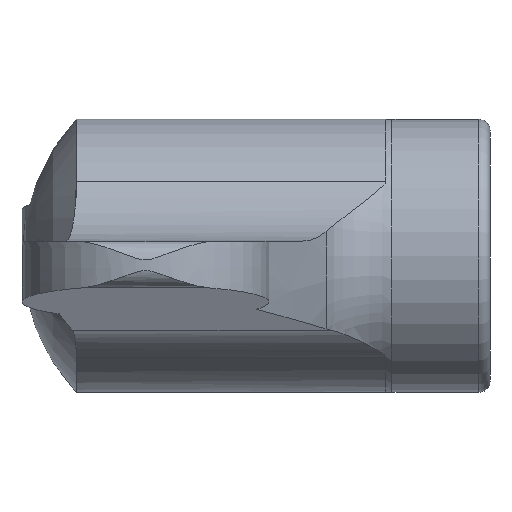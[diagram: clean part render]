
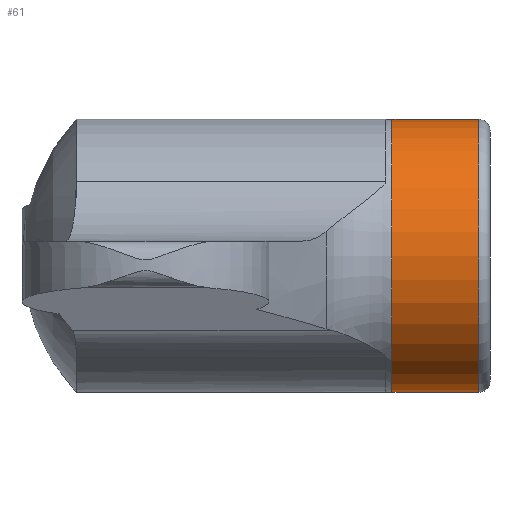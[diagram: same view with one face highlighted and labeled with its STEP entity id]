
A CAD part, left-side view. The second image highlights one B-rep face of the part: STEP entity #61.
In plain terms, the highlighted cylindrical face has radius 5.25 mm (diameter 10.5 mm), a full revolution.
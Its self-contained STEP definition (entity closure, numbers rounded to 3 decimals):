
#61 = ADVANCED_FACE( '', ( #139, #140 ), #141, .T. );
#139 = FACE_OUTER_BOUND( '', #236, .T. );
#140 = FACE_OUTER_BOUND( '', #237, .T. );
#141 = CYLINDRICAL_SURFACE( '', #238, 5.25 );
#236 = EDGE_LOOP( '', ( #352 ) );
#237 = EDGE_LOOP( '', ( #353 ) );
#238 = AXIS2_PLACEMENT_3D( '', #354, #355, #356 );
#352 = ORIENTED_EDGE( '', *, *, #568, .F. );
#353 = ORIENTED_EDGE( '', *, *, #569, .T. );
#354 = CARTESIAN_POINT( '', ( 0., 0., 0. ) );
#355 = DIRECTION( '', ( 0., 1., 0. ) );
#356 = DIRECTION( '', ( 0., 0., -1. ) );
#568 = EDGE_CURVE( '', #676, #676, #677, .T. );
#569 = EDGE_CURVE( '', #678, #678, #679, .T. );
#676 = VERTEX_POINT( '', #919 );
#677 = CIRCLE( '', #920, 5.25 );
#678 = VERTEX_POINT( '', #921 );
#679 = CIRCLE( '', #922, 5.25 );
#919 = CARTESIAN_POINT( '', ( 0., 0.425, -5.25 ) );
#920 = AXIS2_PLACEMENT_3D( '', #1302, #1303, #1304 );
#921 = CARTESIAN_POINT( '', ( 0., 3.771, -5.25 ) );
#922 = AXIS2_PLACEMENT_3D( '', #1305, #1306, #1307 );
#1302 = CARTESIAN_POINT( '', ( 0., 0.425, 0. ) );
#1303 = DIRECTION( '', ( 0., -1., 0. ) );
#1304 = DIRECTION( '', ( 0., 0., -1. ) );
#1305 = CARTESIAN_POINT( '', ( 0., 3.771, 0. ) );
#1306 = DIRECTION( '', ( 0., -1., 0. ) );
#1307 = DIRECTION( '', ( 0., 0., -1. ) );
